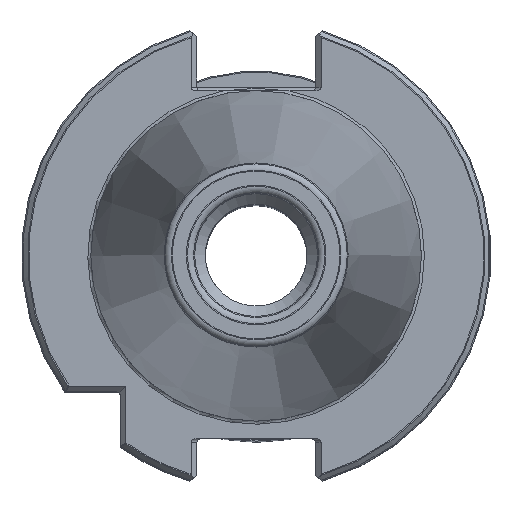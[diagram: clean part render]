
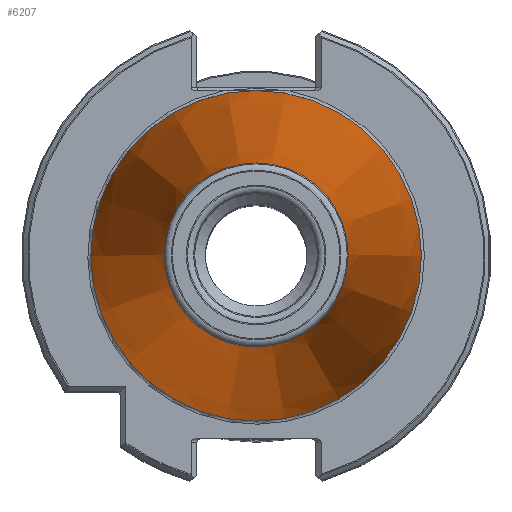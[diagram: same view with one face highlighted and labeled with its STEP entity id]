
A CAD part, top view. The second image highlights one B-rep face of the part: STEP entity #6207.
In plain terms, the highlighted conical face has half-angle 8.297 degrees and reference radius 12.393 mm.
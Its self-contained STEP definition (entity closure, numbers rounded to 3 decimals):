
#114=CONICAL_SURFACE('',#6657,12.393,0.145);
#1680=ORIENTED_EDGE('',*,*,#2572,.T.);
#1681=ORIENTED_EDGE('',*,*,#2573,.T.);
#2572=EDGE_CURVE('',#3081,#3081,#3329,.F.);
#2573=EDGE_CURVE('',#3082,#3082,#3330,.T.);
#3081=VERTEX_POINT('',#9411);
#3082=VERTEX_POINT('',#9413);
#3329=CIRCLE('',#6658,12.518);
#3330=CIRCLE('',#6659,22.492);
#3594=EDGE_LOOP('',(#1680));
#3595=EDGE_LOOP('',(#1681));
#3946=FACE_BOUND('',#3594,.T.);
#3947=FACE_BOUND('',#3595,.T.);
#6207=ADVANCED_FACE('',(#3946,#3947),#114,.T.);
#6657=AXIS2_PLACEMENT_3D('',#9409,#7661,#7662);
#6658=AXIS2_PLACEMENT_3D('',#9410,#7663,#7664);
#6659=AXIS2_PLACEMENT_3D('',#9412,#7665,#7666);
#7661=DIRECTION('',(0.,0.,-1.));
#7662=DIRECTION('',(-1.,0.,0.));
#7663=DIRECTION('',(0.,0.,1.));
#7664=DIRECTION('',(1.,0.,0.));
#7665=DIRECTION('',(0.,0.,1.));
#7666=DIRECTION('',(1.,0.,0.));
#9409=CARTESIAN_POINT('',(0.,0.,68.45));
#9410=CARTESIAN_POINT('',(0.,0.,67.594));
#9411=CARTESIAN_POINT('',(12.518,0.,67.594));
#9412=CARTESIAN_POINT('',(0.,0.,-0.8));
#9413=CARTESIAN_POINT('',(22.492,0.,-0.8));
